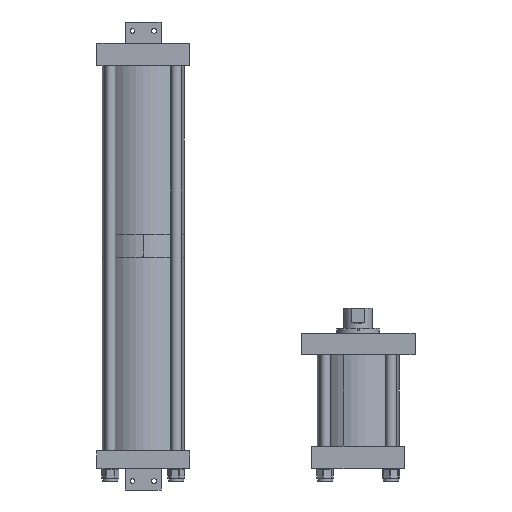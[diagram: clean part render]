
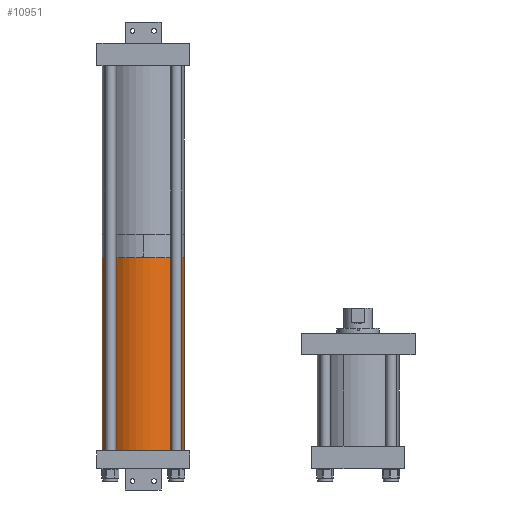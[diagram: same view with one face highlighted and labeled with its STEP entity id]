
A CAD part, front view. The second image highlights one B-rep face of the part: STEP entity #10951.
In plain terms, the highlighted cylindrical face has radius 73.025 mm (diameter 146.05 mm), a partial arc.
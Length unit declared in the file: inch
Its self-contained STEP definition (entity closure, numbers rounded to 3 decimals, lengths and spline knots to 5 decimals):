
#451 = AXIS2_PLACEMENT_3D ( 'NONE', #13070, #6041, #15157 ) ;
#513 = VERTEX_POINT ( 'NONE', #4134 ) ;
#1307 = EDGE_CURVE ( 'NONE', #6800, #4722, #12388, .T. ) ;
#1819 = DIRECTION ( 'NONE',  ( 0., 0., 1. ) ) ;
#2122 = CARTESIAN_POINT ( 'NONE',  ( 13.57, 0., 2.875 ) ) ;
#3350 = CIRCLE ( 'NONE', #451, 2.875 ) ;
#3609 = CARTESIAN_POINT ( 'NONE',  ( 0., 0., 2.875 ) ) ;
#3759 = CARTESIAN_POINT ( 'NONE',  ( 13.57, 0., 0. ) ) ;
#4134 = CARTESIAN_POINT ( 'NONE',  ( 0., 0., -2.875 ) ) ;
#4722 = VERTEX_POINT ( 'NONE', #11181 ) ;
#5039 = LINE ( 'NONE', #14181, #14766 ) ;
#5397 = FACE_OUTER_BOUND ( 'NONE', #12733, .T. ) ;
#5831 = DIRECTION ( 'NONE',  ( 0., 0., -1. ) ) ;
#6041 = DIRECTION ( 'NONE',  ( 1., 0., 0. ) ) ;
#6585 = VECTOR ( 'NONE', #11212, 39.37008 ) ;
#6600 = ORIENTED_EDGE ( 'NONE', *, *, #10510, .F. ) ;
#6735 = CYLINDRICAL_SURFACE ( 'NONE', #11342, 2.875 ) ;
#6800 = VERTEX_POINT ( 'NONE', #11552 ) ;
#7141 = DIRECTION ( 'NONE',  ( -1., 0., 0. ) ) ;
#7621 = EDGE_CURVE ( 'NONE', #13998, #513, #3350, .T. ) ;
#8821 = DIRECTION ( 'NONE',  ( -1., 0., 0. ) ) ;
#8879 = ORIENTED_EDGE ( 'NONE', *, *, #9857, .T. ) ;
#9122 = LINE ( 'NONE', #2122, #6585 ) ;
#9857 = EDGE_CURVE ( 'NONE', #6800, #13998, #9122, .T. ) ;
#10510 = EDGE_CURVE ( 'NONE', #4722, #513, #5039, .T. ) ;
#10951 = ADVANCED_FACE ( 'NONE', ( #5397 ), #6735, .T. ) ;
#11181 = CARTESIAN_POINT ( 'NONE',  ( 13.57, 0., -2.875 ) ) ;
#11190 = AXIS2_PLACEMENT_3D ( 'NONE', #3759, #12879, #5831 ) ;
#11212 = DIRECTION ( 'NONE',  ( -1., 0., 0. ) ) ;
#11342 = AXIS2_PLACEMENT_3D ( 'NONE', #15875, #8821, #1819 ) ;
#11552 = CARTESIAN_POINT ( 'NONE',  ( 13.57, 0., 2.875 ) ) ;
#12388 = CIRCLE ( 'NONE', #11190, 2.875 ) ;
#12733 = EDGE_LOOP ( 'NONE', ( #6600, #15760, #8879, #14942 ) ) ;
#12879 = DIRECTION ( 'NONE',  ( 1., 0., 0. ) ) ;
#13070 = CARTESIAN_POINT ( 'NONE',  ( 0., 0., 0. ) ) ;
#13998 = VERTEX_POINT ( 'NONE', #3609 ) ;
#14181 = CARTESIAN_POINT ( 'NONE',  ( 13.57, 0., -2.875 ) ) ;
#14766 = VECTOR ( 'NONE', #7141, 39.37008 ) ;
#14942 = ORIENTED_EDGE ( 'NONE', *, *, #7621, .T. ) ;
#15157 = DIRECTION ( 'NONE',  ( 0., 0., -1. ) ) ;
#15760 = ORIENTED_EDGE ( 'NONE', *, *, #1307, .F. ) ;
#15875 = CARTESIAN_POINT ( 'NONE',  ( 13.57, 0., 0. ) ) ;
